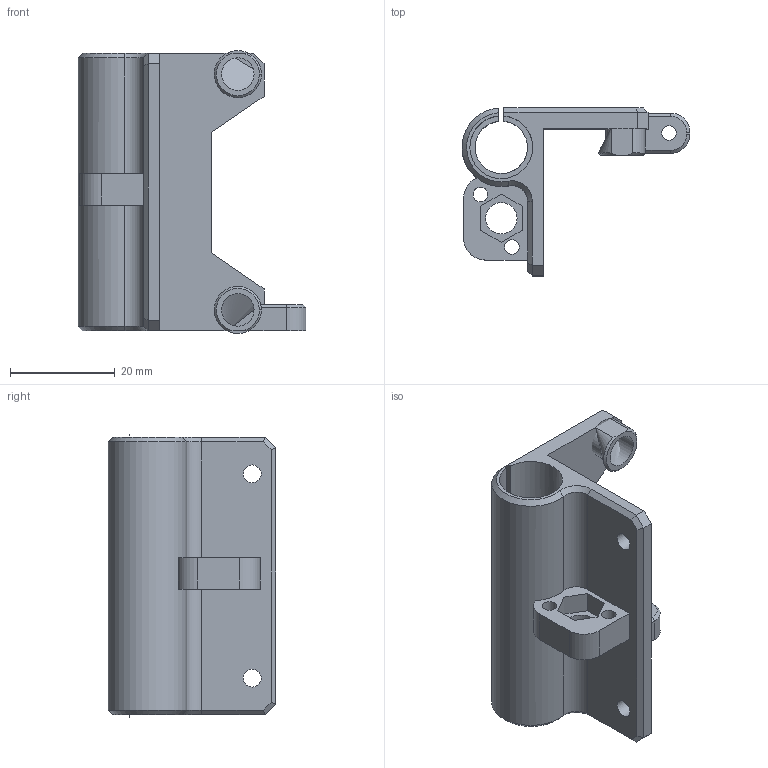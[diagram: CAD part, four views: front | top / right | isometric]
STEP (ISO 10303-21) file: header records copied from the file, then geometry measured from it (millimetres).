
FILE_DESCRIPTION(('FreeCAD Model'),'2;1');
FILE_NAME('Open CASCADE Shape Model','2023-04-25T16:54:27',('Author'),( ''),'Open CASCADE STEP processor 7.5','FreeCAD','Unknown');
FILE_SCHEMA(('AUTOMOTIVE_DESIGN { 1 0 10303 214 1 1 1 1 }'));
Length unit declared in the file: millimetre
Products named in the file (1): idler.R+endstop
Bounding box: 43.49 x 32 x 53.99 mm (x, y, z)
Volume: 11896.4 mm3; surface area: 10021.7 mm2
Topology: 1 solids, 1 shells, 87 faces, 230 edges, 148 vertices
Faces by surface type: plane 56, cylinder 21, cone 10
Full cylindrical faces by diameter (mm): 2.8 x4, 3.4 x2, 6 x1, 6.2 x2, 9 x1
Entity records: 6115 total; most frequent: CARTESIAN_POINT 1483, DIRECTION 869, LINE 530, VECTOR 530, ORIENTED_EDGE 460, PCURVE 460, DEFINITIONAL_REPRESENTATION 460, EDGE_CURVE 230
